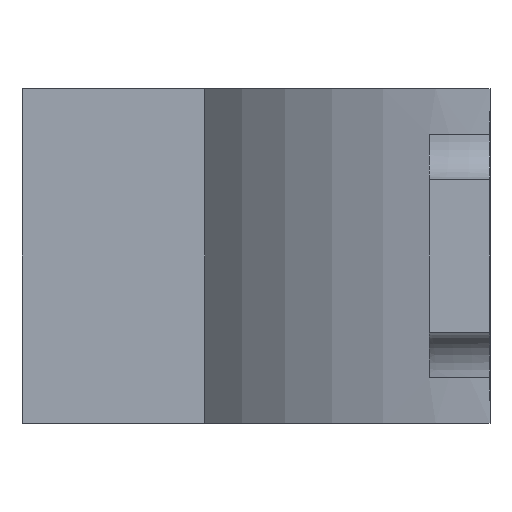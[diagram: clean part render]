
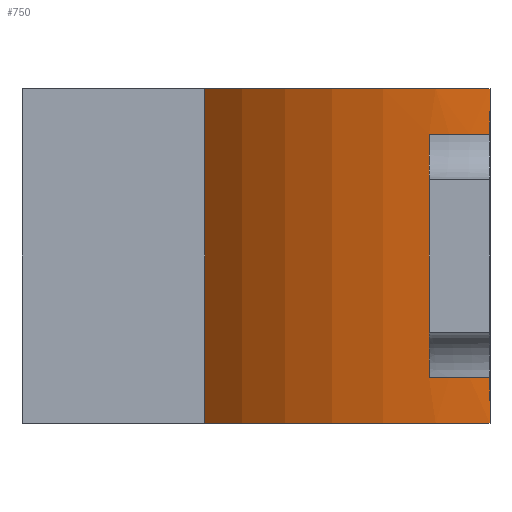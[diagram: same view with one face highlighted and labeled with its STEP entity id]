
A CAD part, left-side view. The second image highlights one B-rep face of the part: STEP entity #750.
In plain terms, the highlighted cylindrical face has radius 24 mm (diameter 48 mm), a partial arc.
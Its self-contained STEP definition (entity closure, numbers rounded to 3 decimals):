
#75=FACE_OUTER_BOUND('',#119,.T.);
#119=EDGE_LOOP('',(#555,#556,#557,#558,#559,#560,#561,#562));
#167=LINE('',#1152,#245);
#175=LINE('',#1177,#253);
#176=LINE('',#1181,#254);
#177=LINE('',#1185,#255);
#245=VECTOR('',#900,10.);
#253=VECTOR('',#924,10.);
#254=VECTOR('',#927,10.);
#255=VECTOR('',#930,10.);
#323=CIRCLE('',#816,24.);
#324=CIRCLE('',#817,24.);
#325=CIRCLE('',#818,24.);
#326=CIRCLE('',#819,24.);
#352=VERTEX_POINT('',#1149);
#353=VERTEX_POINT('',#1151);
#361=VERTEX_POINT('',#1174);
#362=VERTEX_POINT('',#1176);
#363=VERTEX_POINT('',#1178);
#364=VERTEX_POINT('',#1180);
#365=VERTEX_POINT('',#1182);
#366=VERTEX_POINT('',#1184);
#426=EDGE_CURVE('',#353,#352,#167,.T.);
#438=EDGE_CURVE('',#352,#361,#323,.T.);
#439=EDGE_CURVE('',#361,#362,#175,.T.);
#440=EDGE_CURVE('',#363,#362,#324,.T.);
#441=EDGE_CURVE('',#363,#364,#176,.T.);
#442=EDGE_CURVE('',#365,#364,#325,.T.);
#443=EDGE_CURVE('',#365,#366,#177,.T.);
#444=EDGE_CURVE('',#353,#366,#326,.T.);
#555=ORIENTED_EDGE('',*,*,#426,.T.);
#556=ORIENTED_EDGE('',*,*,#438,.T.);
#557=ORIENTED_EDGE('',*,*,#439,.T.);
#558=ORIENTED_EDGE('',*,*,#440,.F.);
#559=ORIENTED_EDGE('',*,*,#441,.T.);
#560=ORIENTED_EDGE('',*,*,#442,.F.);
#561=ORIENTED_EDGE('',*,*,#443,.T.);
#562=ORIENTED_EDGE('',*,*,#444,.F.);
#739=CYLINDRICAL_SURFACE('',#815,24.);
#750=ADVANCED_FACE('',(#75),#739,.T.);
#815=AXIS2_PLACEMENT_3D('',#1173,#920,#921);
#816=AXIS2_PLACEMENT_3D('',#1175,#922,#923);
#817=AXIS2_PLACEMENT_3D('',#1179,#925,#926);
#818=AXIS2_PLACEMENT_3D('',#1183,#928,#929);
#819=AXIS2_PLACEMENT_3D('',#1186,#931,#932);
#900=DIRECTION('',(0.,0.,-1.));
#920=DIRECTION('center_axis',(0.,0.,1.));
#921=DIRECTION('ref_axis',(1.,0.,0.));
#922=DIRECTION('center_axis',(0.,0.,1.));
#923=DIRECTION('ref_axis',(1.,0.,0.));
#924=DIRECTION('',(0.,0.,1.));
#925=DIRECTION('center_axis',(0.,0.,1.));
#926=DIRECTION('ref_axis',(-0.996,0.084,0.));
#927=DIRECTION('',(0.,0.,1.));
#928=DIRECTION('center_axis',(0.,0.,-1.));
#929=DIRECTION('ref_axis',(-0.996,0.084,0.));
#930=DIRECTION('',(0.,0.,1.));
#931=DIRECTION('center_axis',(0.,0.,1.));
#932=DIRECTION('ref_axis',(1.,0.,0.));
#1149=CARTESIAN_POINT('',(-15.,18.735,0.));
#1151=CARTESIAN_POINT('',(-15.,18.735,22.));
#1152=CARTESIAN_POINT('',(-15.,18.735,0.));
#1173=CARTESIAN_POINT('Origin',(0.,0.,0.));
#1174=CARTESIAN_POINT('',(-24.,0.,0.));
#1175=CARTESIAN_POINT('Origin',(0.,0.,0.));
#1176=CARTESIAN_POINT('',(-24.,0.,3.));
#1177=CARTESIAN_POINT('',(-24.,0.,0.));
#1178=CARTESIAN_POINT('',(-23.664,4.,3.));
#1179=CARTESIAN_POINT('Origin',(0.,0.,3.));
#1180=CARTESIAN_POINT('',(-23.664,4.,19.));
#1181=CARTESIAN_POINT('',(-23.664,4.,0.));
#1182=CARTESIAN_POINT('',(-24.,0.,19.));
#1183=CARTESIAN_POINT('Origin',(0.,0.,19.));
#1184=CARTESIAN_POINT('',(-24.,0.,22.));
#1185=CARTESIAN_POINT('',(-24.,0.,0.));
#1186=CARTESIAN_POINT('Origin',(0.,0.,22.));
